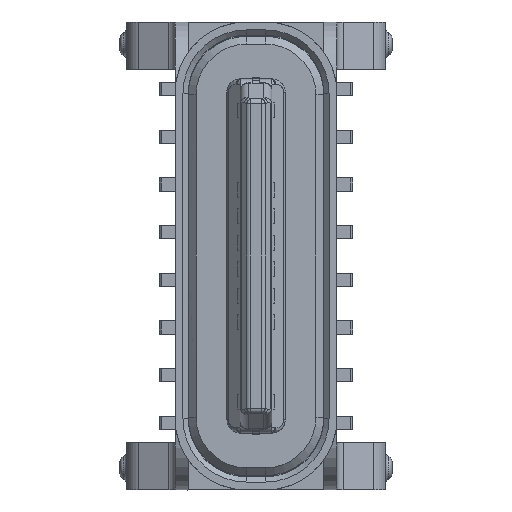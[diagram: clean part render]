
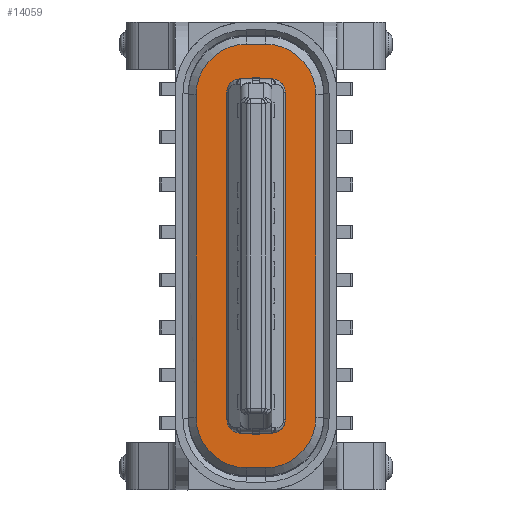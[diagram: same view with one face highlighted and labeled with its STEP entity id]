
A CAD part, front view. The second image highlights one B-rep face of the part: STEP entity #14059.
In plain terms, the highlighted planar face has unit normal (0, -1, 0).
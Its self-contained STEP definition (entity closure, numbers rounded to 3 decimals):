
#281=DIRECTION('',(1.,0.,0.));
#282=VECTOR('',#281,0.36);
#283=CARTESIAN_POINT('',(-0.18,-1.115,
-4.));
#284=LINE('',#283,#282);
#285=CARTESIAN_POINT('',(-0.18,-1.115,
-3.05));
#286=DIRECTION('',(0.,-1.,0.));
#287=DIRECTION('',(-1.,0.,0.));
#288=AXIS2_PLACEMENT_3D('',#285,#286,#287);
#290=DIRECTION('',(0.,0.,-1.));
#291=VECTOR('',#290,6.1);
#292=CARTESIAN_POINT('',(-1.13,-1.115,3.05));
#293=LINE('',#292,#291);
#294=CARTESIAN_POINT('',(-0.18,-1.115,
3.05));
#295=DIRECTION('',(0.,-1.,0.));
#296=DIRECTION('',(0.,0.,1.));
#297=AXIS2_PLACEMENT_3D('',#294,#295,#296);
#299=DIRECTION('',(-1.,0.,0.));
#300=VECTOR('',#299,0.36);
#301=CARTESIAN_POINT('',(0.18,-1.115,4.));
#302=LINE('',#301,#300);
#303=CARTESIAN_POINT('',(0.18,-1.115,3.05));
#304=DIRECTION('',(0.,-1.,0.));
#305=DIRECTION('',(1.,0.,0.));
#306=AXIS2_PLACEMENT_3D('',#303,#304,#305);
#308=DIRECTION('',(0.,0.,1.));
#309=VECTOR('',#308,6.1);
#310=CARTESIAN_POINT('',(1.13,-1.115,-3.05));
#311=LINE('',#310,#309);
#312=CARTESIAN_POINT('',(0.18,-1.115,
-3.05));
#313=DIRECTION('',(0.,-1.,0.));
#314=DIRECTION('',(0.,0.,-1.));
#315=AXIS2_PLACEMENT_3D('',#312,#313,#314);
#317=DIRECTION('',(0.,0.,-1.));
#318=VECTOR('',#317,6.19);
#319=CARTESIAN_POINT('',(-0.549,-1.115,
3.095));
#320=LINE('',#319,#318);
#321=DIRECTION('',(-1.,0.,0.));
#322=VECTOR('',#321,0.6);
#323=CARTESIAN_POINT('',(0.301,-1.115,
-3.345));
#324=LINE('',#323,#322);
#8645=DIRECTION('',(0.,0.,-1.));
#8646=VECTOR('',#8645,6.19);
#8647=CARTESIAN_POINT('',(0.551,-1.115,
3.095));
#8648=LINE('',#8647,#8646);
#9073=CARTESIAN_POINT('',(0.301,-1.115,
-3.095));
#9074=DIRECTION('',(0.,1.,0.));
#9075=DIRECTION('',(1.,0.,0.));
#9076=AXIS2_PLACEMENT_3D('',#9073,#9074,#9075);
#9656=CARTESIAN_POINT('',(-0.299,-1.115,
-3.095));
#9657=DIRECTION('',(0.,1.,0.));
#9658=DIRECTION('',(0.,0.,-1.));
#9659=AXIS2_PLACEMENT_3D('',#9656,#9657,#9658);
#9681=CARTESIAN_POINT('',(-0.299,-1.115,
3.095));
#9682=DIRECTION('',(0.,1.,0.));
#9683=DIRECTION('',(-1.,0.,0.));
#9684=AXIS2_PLACEMENT_3D('',#9681,#9682,#9683);
#9697=DIRECTION('',(-1.,0.,0.));
#9698=VECTOR('',#9697,0.6);
#9699=CARTESIAN_POINT('',(0.301,-1.115,
3.345));
#9700=LINE('',#9699,#9698);
#9720=CARTESIAN_POINT('',(0.301,-1.115,
3.095));
#9721=DIRECTION('',(0.,1.,0.));
#9722=DIRECTION('',(0.,0.,1.));
#9723=AXIS2_PLACEMENT_3D('',#9720,#9721,#9722);
#11976=CARTESIAN_POINT('',(-0.18,-1.115,
-4.));
#11977=CARTESIAN_POINT('',(0.18,-1.115,
-4.));
#11978=VERTEX_POINT('',#11976);
#11979=VERTEX_POINT('',#11977);
#11984=CARTESIAN_POINT('',(1.13,-1.115,-3.05));
#11985=VERTEX_POINT('',#11984);
#11986=CARTESIAN_POINT('',(1.13,-1.115,
3.05));
#11987=VERTEX_POINT('',#11986);
#11988=CARTESIAN_POINT('',(0.18,-1.115,
4.));
#11989=VERTEX_POINT('',#11988);
#11990=CARTESIAN_POINT('',(-0.18,-1.115,
4.));
#11991=VERTEX_POINT('',#11990);
#11996=CARTESIAN_POINT('',(-1.13,-1.115,3.05));
#11997=VERTEX_POINT('',#11996);
#11998=CARTESIAN_POINT('',(-1.13,-1.115,
-3.05));
#11999=VERTEX_POINT('',#11998);
#12000=CARTESIAN_POINT('',(-0.549,-1.115,
3.095));
#12001=CARTESIAN_POINT('',(-0.549,-1.115,
-3.095));
#12002=VERTEX_POINT('',#12000);
#12003=VERTEX_POINT('',#12001);
#12004=CARTESIAN_POINT('',(0.551,-1.115,
3.095));
#12005=CARTESIAN_POINT('',(0.551,-1.115,
-3.095));
#12006=VERTEX_POINT('',#12004);
#12007=VERTEX_POINT('',#12005);
#12008=CARTESIAN_POINT('',(0.301,-1.115,
-3.345));
#12009=CARTESIAN_POINT('',(-0.299,-1.115,
-3.345));
#12010=VERTEX_POINT('',#12008);
#12011=VERTEX_POINT('',#12009);
#12012=CARTESIAN_POINT('',(0.301,-1.115,
3.345));
#12013=CARTESIAN_POINT('',(-0.299,-1.115,
3.345));
#12014=VERTEX_POINT('',#12012);
#12015=VERTEX_POINT('',#12013);
#14020=CARTESIAN_POINT('',(-0.549,-1.115,
4.5));
#14021=DIRECTION('',(0.,-1.,0.));
#14022=DIRECTION('',(-1.,0.,0.));
#14023=AXIS2_PLACEMENT_3D('',#14020,#14021,#14022);
#14024=PLANE('',#14023);
#14025=ORIENTED_EDGE('',*,*,#14011,.F.);
#14027=ORIENTED_EDGE('',*,*,#14026,.F.);
#14029=ORIENTED_EDGE('',*,*,#14028,.F.);
#14031=ORIENTED_EDGE('',*,*,#14030,.F.);
#14033=ORIENTED_EDGE('',*,*,#14032,.F.);
#14035=ORIENTED_EDGE('',*,*,#14034,.F.);
#14037=ORIENTED_EDGE('',*,*,#14036,.F.);
#14038=ORIENTED_EDGE('',*,*,#13999,.F.);
#14039=EDGE_LOOP('',(#14025,#14027,#14029,#14031,#14033,#14035,#14037,#14038));
#14040=FACE_OUTER_BOUND('',#14039,.F.);
#14042=ORIENTED_EDGE('',*,*,#14041,.F.);
#14044=ORIENTED_EDGE('',*,*,#14043,.F.);
#14046=ORIENTED_EDGE('',*,*,#14045,.T.);
#14048=ORIENTED_EDGE('',*,*,#14047,.F.);
#14050=ORIENTED_EDGE('',*,*,#14049,.T.);
#14052=ORIENTED_EDGE('',*,*,#14051,.F.);
#14054=ORIENTED_EDGE('',*,*,#14053,.F.);
#14056=ORIENTED_EDGE('',*,*,#14055,.F.);
#14057=EDGE_LOOP('',(#14042,#14044,#14046,#14048,#14050,#14052,#14054,#14056));
#14058=FACE_BOUND('',#14057,.F.);
#289=CIRCLE('',#288,0.95);
#298=CIRCLE('',#297,0.95);
#307=CIRCLE('',#306,0.95);
#316=CIRCLE('',#315,0.95);
#9077=CIRCLE('',#9076,0.25);
#9660=CIRCLE('',#9659,0.25);
#9685=CIRCLE('',#9684,0.25);
#9724=CIRCLE('',#9723,0.25);
#13999=EDGE_CURVE('',#11979,#11985,#316,.T.);
#14011=EDGE_CURVE('',#11978,#11979,#284,.T.);
#14026=EDGE_CURVE('',#11999,#11978,#289,.T.);
#14028=EDGE_CURVE('',#11997,#11999,#293,.T.);
#14030=EDGE_CURVE('',#11991,#11997,#298,.T.);
#14032=EDGE_CURVE('',#11989,#11991,#302,.T.);
#14034=EDGE_CURVE('',#11987,#11989,#307,.T.);
#14036=EDGE_CURVE('',#11985,#11987,#311,.T.);
#14041=EDGE_CURVE('',#12006,#12007,#8648,.T.);
#14043=EDGE_CURVE('',#12014,#12006,#9724,.T.);
#14045=EDGE_CURVE('',#12014,#12015,#9700,.T.);
#14047=EDGE_CURVE('',#12002,#12015,#9685,.T.);
#14049=EDGE_CURVE('',#12002,#12003,#320,.T.);
#14051=EDGE_CURVE('',#12011,#12003,#9660,.T.);
#14053=EDGE_CURVE('',#12010,#12011,#324,.T.);
#14055=EDGE_CURVE('',#12007,#12010,#9077,.T.);
#14059=ADVANCED_FACE('',(#14040,#14058),#14024,.T.);
